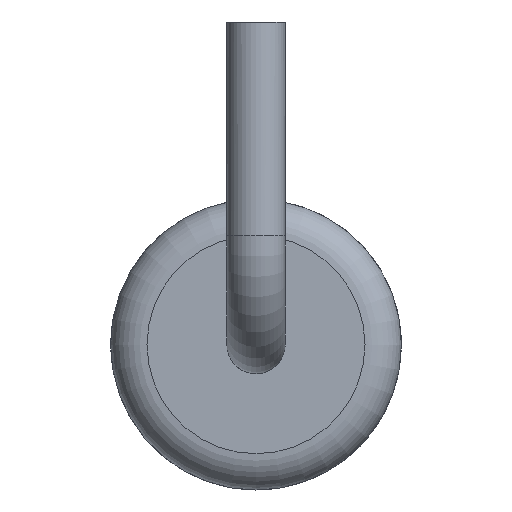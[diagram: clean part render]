
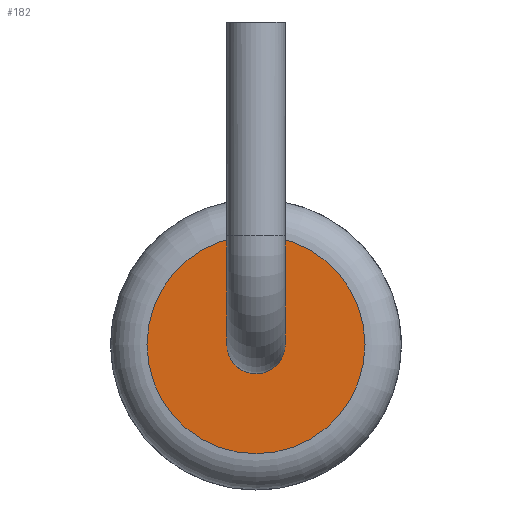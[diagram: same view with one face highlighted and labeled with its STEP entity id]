
A CAD part, left-side view. The second image highlights one B-rep face of the part: STEP entity #182.
In plain terms, the highlighted face is planar.
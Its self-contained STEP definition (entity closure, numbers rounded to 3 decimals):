
#182=ADVANCED_FACE('',(#488,#490),#492,.T.);
#488=FACE_BOUND('',#489,.T.);
#489=EDGE_LOOP('',(#599));
#490=FACE_BOUND('',#491,.T.);
#491=EDGE_LOOP('',(#600));
#492=PLANE('',#493);
#493=AXIS2_PLACEMENT_3D('',#494,#495,#496);
#494=CARTESIAN_POINT('',(0.,5.5,0.));
#495=DIRECTION('',(0.,1.,0.));
#496=DIRECTION('',(0.,-0.,1.));
#599=ORIENTED_EDGE('',*,*,#663,.T.);
#600=ORIENTED_EDGE('',*,*,#664,.T.);
#663=EDGE_CURVE('',#736,#736,#737,.T.);
#664=EDGE_CURVE('',#738,#738,#739,.T.);
#736=VERTEX_POINT('',#1153);
#737=CIRCLE('',#1154,1.5);
#738=VERTEX_POINT('',#1158);
#739=CIRCLE('',#1159,0.4);
#1153=CARTESIAN_POINT('',(0.,5.5,-1.5));
#1154=AXIS2_PLACEMENT_3D('',#1155,#1156,#1157);
#1155=CARTESIAN_POINT('',(0.,5.5,0.));
#1156=DIRECTION('',(0.,1.,0.));
#1157=DIRECTION('',(0.,0.,-1.));
#1158=CARTESIAN_POINT('',(0.4,5.5,0.));
#1159=AXIS2_PLACEMENT_3D('',#1160,#1161,#1162);
#1160=CARTESIAN_POINT('',(0.,5.5,0.));
#1161=DIRECTION('',(-0.,-1.,-0.));
#1162=DIRECTION('',(1.,0.,0.));
